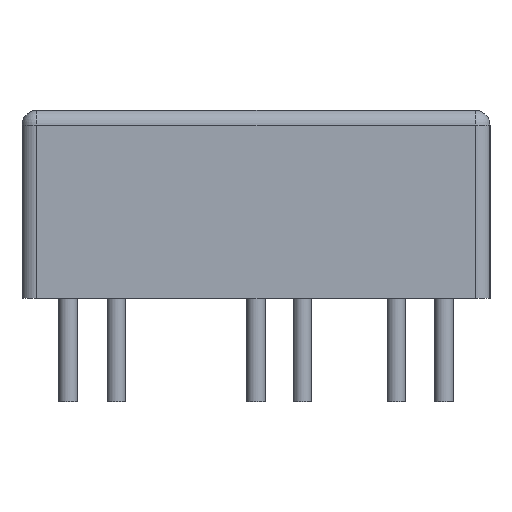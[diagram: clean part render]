
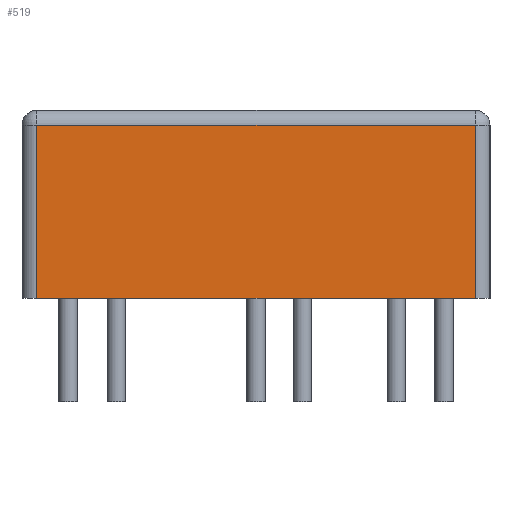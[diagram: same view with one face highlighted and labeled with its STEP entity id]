
A CAD part, left-side view. The second image highlights one B-rep face of the part: STEP entity #519.
In plain terms, the highlighted planar face has unit normal (-1, 0, 0).
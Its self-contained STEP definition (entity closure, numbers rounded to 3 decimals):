
#519 = ADVANCED_FACE( '', ( #1196 ), #1197, .F. );
#1196 = FACE_OUTER_BOUND( '', #2021, .T. );
#1197 = PLANE( '', #2022 );
#2021 = EDGE_LOOP( '', ( #3945, #3946, #3947, #3948 ) );
#2022 = AXIS2_PLACEMENT_3D( '', #3949, #3950, #3951 );
#3945 = ORIENTED_EDGE( '', *, *, #5595, .T. );
#3946 = ORIENTED_EDGE( '', *, *, #5888, .T. );
#3947 = ORIENTED_EDGE( '', *, *, #5524, .T. );
#3948 = ORIENTED_EDGE( '', *, *, #5889, .T. );
#3949 = CARTESIAN_POINT( '', ( -25.4, 12.7, 5.1 ) );
#3950 = DIRECTION( '', ( 1., 0., 0. ) );
#3951 = DIRECTION( '', ( 0., 0., -1. ) );
#5524 = EDGE_CURVE( '', #6569, #6567, #6570, .F. );
#5595 = EDGE_CURVE( '', #6690, #6688, #6691, .T. );
#5888 = EDGE_CURVE( '', #6688, #6569, #7124, .F. );
#5889 = EDGE_CURVE( '', #6567, #6690, #7125, .T. );
#6567 = VERTEX_POINT( '', #8581 );
#6569 = VERTEX_POINT( '', #8583 );
#6570 = LINE( '', #8584, #8585 );
#6688 = VERTEX_POINT( '', #8841 );
#6690 = VERTEX_POINT( '', #8843 );
#6691 = LINE( '', #8844, #8845 );
#7124 = LINE( '', #10234, #10235 );
#7125 = LINE( '', #10236, #10237 );
#8581 = CARTESIAN_POINT( '', ( -25.4, 11.9, 4.3 ) );
#8583 = CARTESIAN_POINT( '', ( -25.4, -11.9, 4.3 ) );
#8584 = CARTESIAN_POINT( '', ( -25.4, 12.7, 4.3 ) );
#8585 = VECTOR( '', #10920, 1000. );
#8841 = CARTESIAN_POINT( '', ( -25.4, -11.9, -5.1 ) );
#8843 = CARTESIAN_POINT( '', ( -25.4, 11.9, -5.1 ) );
#8844 = CARTESIAN_POINT( '', ( -25.4, 12.7, -5.1 ) );
#8845 = VECTOR( '', #10963, 1000. );
#10234 = CARTESIAN_POINT( '', ( -25.4, -11.9, 5.1 ) );
#10235 = VECTOR( '', #11033, 1000. );
#10236 = CARTESIAN_POINT( '', ( -25.4, 11.9, 5.1 ) );
#10237 = VECTOR( '', #11034, 1000. );
#10920 = DIRECTION( '', ( 0., -1., 0. ) );
#10963 = DIRECTION( '', ( 0., -1., 0. ) );
#11033 = DIRECTION( '', ( 0., 0., -1. ) );
#11034 = DIRECTION( '', ( 0., 0., -1. ) );
